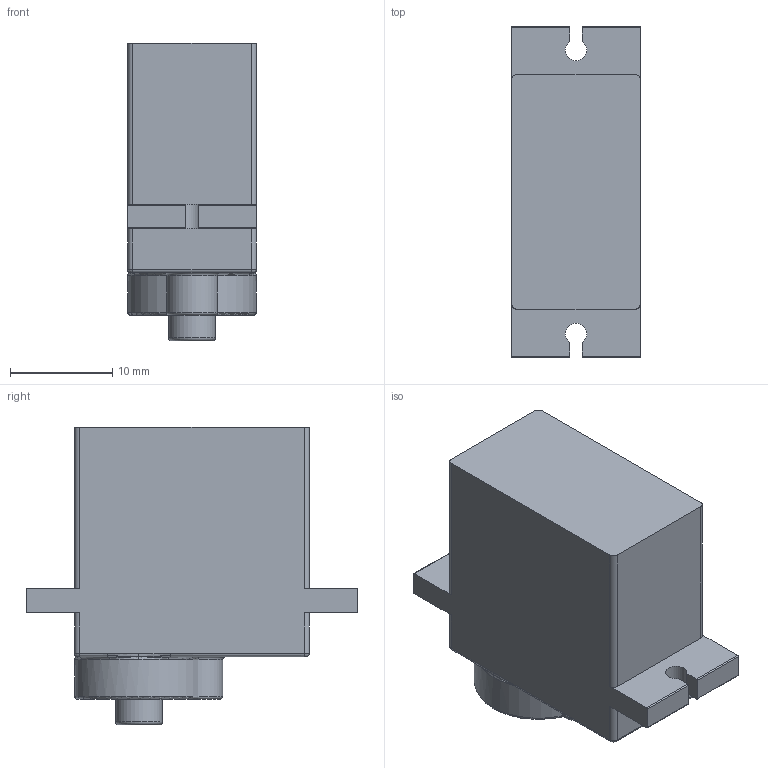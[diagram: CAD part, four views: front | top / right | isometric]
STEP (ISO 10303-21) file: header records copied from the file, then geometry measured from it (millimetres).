
FILE_DESCRIPTION(/* description */ (''),/* implementation_level */ '2;1');
FILE_NAME(/* name */ 'SG90 v4.step',/* time_stamp */ '2022-03-31T09:54:32+09:00',/* author */ (''),/* organization */ (''),/* preprocessor_version */ 'ST-DEVELOPER v18.1',/* originating_system */ 'Autodesk Translation Framework v10.13.0.1454',/* authorisation */ '');
FILE_SCHEMA (('AUTOMOTIVE_DESIGN { 1 0 10303 214 3 1 1 }'));
Length unit declared in the file: millimetre
Products named in the file (1): SG90
Bounding box: 12.6 x 32.4 x 29.2 mm (x, y, z)
Volume: 7354.7 mm3; surface area: 2688.6 mm2
Topology: 1 solids, 1 shells, 91 faces, 233 edges, 146 vertices
Faces by surface type: cylinder 29, bspline 28, plane 25, torus 9
Full cylindrical faces by diameter (mm): 1.8 x1, 4.6 x1
Entity records: 4664 total; most frequent: CARTESIAN_POINT 2503, ORIENTED_EDGE 466, DIRECTION 410, EDGE_CURVE 233, AXIS2_PLACEMENT_3D 159, VERTEX_POINT 146, CIRCLE 95, EDGE_LOOP 93
